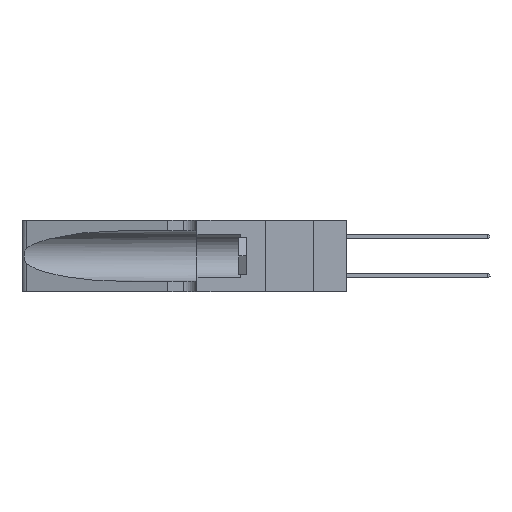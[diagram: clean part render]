
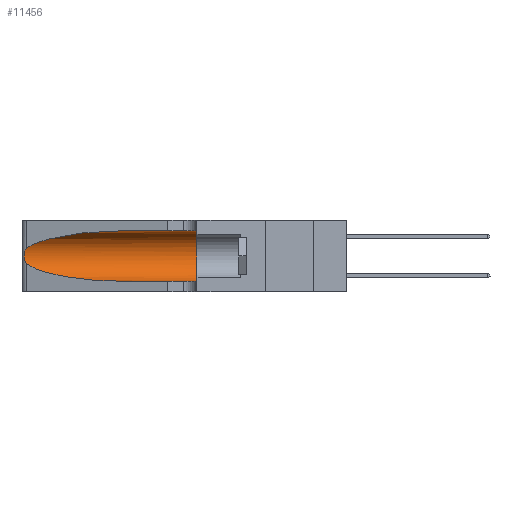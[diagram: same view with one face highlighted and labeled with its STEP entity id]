
A CAD part, left-side view. The second image highlights one B-rep face of the part: STEP entity #11456.
In plain terms, the highlighted cylindrical face has radius 3.308 mm (diameter 6.617 mm), a partial arc.
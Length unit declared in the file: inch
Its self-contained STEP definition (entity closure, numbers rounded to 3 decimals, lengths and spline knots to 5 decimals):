
#551 = VECTOR ( 'NONE', #25767, 39.37008 ) ;
#1038 = DIRECTION ( 'NONE',  ( 0., 0., 1. ) ) ;
#1080 = ORIENTED_EDGE ( 'NONE', *, *, #9311, .T. ) ;
#1879 =( BOUNDED_CURVE ( )  B_SPLINE_CURVE ( 3, ( #41177, #7363, #14305, #10913 ),
 .UNSPECIFIED., .F., .F. ) 
 B_SPLINE_CURVE_WITH_KNOTS ( ( 4, 4 ),
 ( 3.44316, 4.71239 ),
 .UNSPECIFIED. ) 
 CURVE ( )  GEOMETRIC_REPRESENTATION_ITEM ( )  RATIONAL_B_SPLINE_CURVE ( ( 1., 0.87, 0.87, 1. ) ) 
 REPRESENTATION_ITEM ( '' )  );
#2017 = CARTESIAN_POINT ( 'NONE',  ( 0.25487, 1.22718, 0.22369 ) ) ;
#2481 = LINE ( 'NONE', #30408, #20367 ) ;
#3256 = DIRECTION ( 'NONE',  ( 0., -1., 0. ) ) ;
#4617 = AXIS2_PLACEMENT_3D ( 'NONE', #41479, #14146, #1038 ) ;
#5243 = CARTESIAN_POINT ( 'NONE',  ( 0.25639, 1.23184, 0.21858 ) ) ;
#5713 = CARTESIAN_POINT ( 'NONE',  ( 0.1305, 0.72297, 0.31525 ) ) ;
#5874 = VERTEX_POINT ( 'NONE', #10088 ) ;
#7363 = CARTESIAN_POINT ( 'NONE',  ( 0.2373, 1.15595, 0.08982 ) ) ;
#8654 = CARTESIAN_POINT ( 'NONE',  ( 0.26017, 1.23833, 0.17102 ) ) ;
#9311 = EDGE_CURVE ( 'NONE', #19295, #42642, #1879, .T. ) ;
#9396 = ORIENTED_EDGE ( 'NONE', *, *, #30642, .F. ) ;
#10088 = CARTESIAN_POINT ( 'NONE',  ( 0.1305, 0.35, 0.31525 ) ) ;
#10913 = CARTESIAN_POINT ( 'NONE',  ( 0.1305, 0.72297, 0.05475 ) ) ;
#11165 = EDGE_CURVE ( 'NONE', #5874, #20007, #15876, .T. ) ;
#11456 = ADVANCED_FACE ( 'NONE', ( #13182 ), #18490, .F. ) ;
#12013 = CARTESIAN_POINT ( 'NONE',  ( 0.25639, 1.23186, 0.15144 ) ) ;
#12438 = CARTESIAN_POINT ( 'NONE',  ( 0.26075, 1.23896, 0.19203 ) ) ;
#13182 = FACE_OUTER_BOUND ( 'NONE', #13954, .T. ) ;
#13954 = EDGE_LOOP ( 'NONE', ( #19099, #34868, #1080, #18660, #23821, #9396 ) ) ;
#14146 = DIRECTION ( 'NONE',  ( 0., 1., 0. ) ) ;
#14305 = CARTESIAN_POINT ( 'NONE',  ( 0.18966, 0.96281, 0.05475 ) ) ;
#15331 =( BOUNDED_CURVE ( )  B_SPLINE_CURVE ( 3, ( #30302, #39947, #26762, #33418 ),
 .UNSPECIFIED., .F., .F. ) 
 B_SPLINE_CURVE_WITH_KNOTS ( ( 4, 4 ),
 ( 1.5708, 2.84003 ),
 .UNSPECIFIED. ) 
 CURVE ( )  GEOMETRIC_REPRESENTATION_ITEM ( )  RATIONAL_B_SPLINE_CURVE ( ( 1., 0.87, 0.87, 1. ) ) 
 REPRESENTATION_ITEM ( '' )  );
#15399 = CARTESIAN_POINT ( 'NONE',  ( 0.25487, 1.22718, 0.14631 ) ) ;
#15876 = CIRCLE ( 'NONE', #4617, 0.13025 ) ;
#18490 = CYLINDRICAL_SURFACE ( 'NONE', #39432, 0.13025 ) ;
#18660 = ORIENTED_EDGE ( 'NONE', *, *, #33203, .T. ) ;
#19099 = ORIENTED_EDGE ( 'NONE', *, *, #40899, .T. ) ;
#19295 = VERTEX_POINT ( 'NONE', #38387 ) ;
#20007 = VERTEX_POINT ( 'NONE', #20919 ) ;
#20038 = DIRECTION ( 'NONE',  ( 0., 0., -1. ) ) ;
#20367 = VECTOR ( 'NONE', #40887, 39.37008 ) ;
#20599 = LINE ( 'NONE', #39538, #551 ) ;
#20919 = CARTESIAN_POINT ( 'NONE',  ( 0.1305, 0.35, 0.05475 ) ) ;
#23821 = ORIENTED_EDGE ( 'NONE', *, *, #11165, .F. ) ;
#25590 = CARTESIAN_POINT ( 'NONE',  ( 0.25856, 1.23593, 0.16098 ) ) ;
#25622 = VERTEX_POINT ( 'NONE', #28316 ) ;
#25726 = CARTESIAN_POINT ( 'NONE',  ( 0.25555, 1.22994, 0.2215 ) ) ;
#25767 = DIRECTION ( 'NONE',  ( 0., -1., 0. ) ) ;
#26762 = CARTESIAN_POINT ( 'NONE',  ( 0.2373, 1.15595, 0.28018 ) ) ;
#28316 = CARTESIAN_POINT ( 'NONE',  ( 0.25487, 1.22718, 0.22369 ) ) ;
#28858 = CARTESIAN_POINT ( 'NONE',  ( 0.25787, 1.23484, 0.2124 ) ) ;
#29141 = CARTESIAN_POINT ( 'NONE',  ( 0.26018, 1.23835, 0.19895 ) ) ;
#30302 = CARTESIAN_POINT ( 'NONE',  ( 0.1305, 0.72297, 0.31525 ) ) ;
#30408 = CARTESIAN_POINT ( 'NONE',  ( 0.1305, 1.61858, 0.05475 ) ) ;
#30642 = EDGE_CURVE ( 'NONE', #30759, #5874, #20599, .T. ) ;
#30759 = VERTEX_POINT ( 'NONE', #5713 ) ;
#33203 = EDGE_CURVE ( 'NONE', #42642, #20007, #2481, .T. ) ;
#33418 = CARTESIAN_POINT ( 'NONE',  ( 0.25487, 1.22718, 0.22369 ) ) ;
#34868 = ORIENTED_EDGE ( 'NONE', *, *, #37590, .T. ) ;
#35636 = CARTESIAN_POINT ( 'NONE',  ( 0.25555, 1.22993, 0.14849 ) ) ;
#35927 = CARTESIAN_POINT ( 'NONE',  ( 0.26075, 1.23896, 0.178 ) ) ;
#37590 = EDGE_CURVE ( 'NONE', #25622, #19295, #38084, .T. ) ;
#38084 = B_SPLINE_CURVE_WITH_KNOTS ( 'NONE', 3,
 ( #2017, #25726, #5243, #28858, #39345, #29141, #12438, #35927, #8654, #25590, #42594, #12013, #35636, #15399 ),
 .UNSPECIFIED., .F., .F.,
 ( 4, 2, 2, 2, 2, 2, 4 ),
 ( 0., 0.00027, 0.00053, 0.00107, 0.0016, 0.00187, 0.00214 ),
 .UNSPECIFIED. ) ;
#38387 = CARTESIAN_POINT ( 'NONE',  ( 0.25487, 1.22718, 0.14631 ) ) ;
#39345 = CARTESIAN_POINT ( 'NONE',  ( 0.25854, 1.2359, 0.20912 ) ) ;
#39432 = AXIS2_PLACEMENT_3D ( 'NONE', #40162, #3256, #20038 ) ;
#39538 = CARTESIAN_POINT ( 'NONE',  ( 0.1305, 1.61858, 0.31525 ) ) ;
#39947 = CARTESIAN_POINT ( 'NONE',  ( 0.18966, 0.96281, 0.31525 ) ) ;
#40162 = CARTESIAN_POINT ( 'NONE',  ( 0.1305, 1.61858, 0.185 ) ) ;
#40887 = DIRECTION ( 'NONE',  ( 0., -1., 0. ) ) ;
#40899 = EDGE_CURVE ( 'NONE', #30759, #25622, #15331, .T. ) ;
#41177 = CARTESIAN_POINT ( 'NONE',  ( 0.25487, 1.22718, 0.14631 ) ) ;
#41302 = CARTESIAN_POINT ( 'NONE',  ( 0.1305, 0.72297, 0.05475 ) ) ;
#41479 = CARTESIAN_POINT ( 'NONE',  ( 0.1305, 0.35, 0.185 ) ) ;
#42594 = CARTESIAN_POINT ( 'NONE',  ( 0.25789, 1.23486, 0.15765 ) ) ;
#42642 = VERTEX_POINT ( 'NONE', #41302 ) ;
